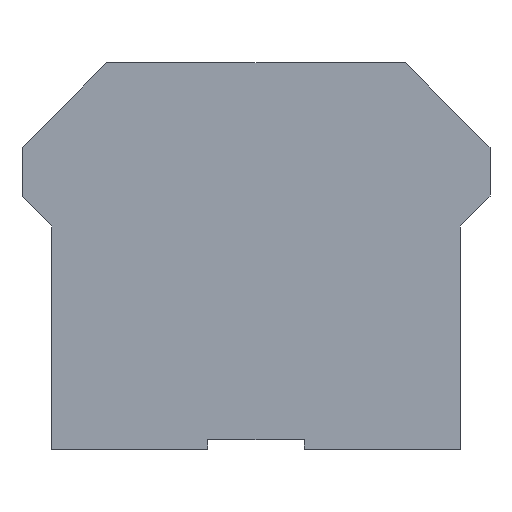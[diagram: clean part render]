
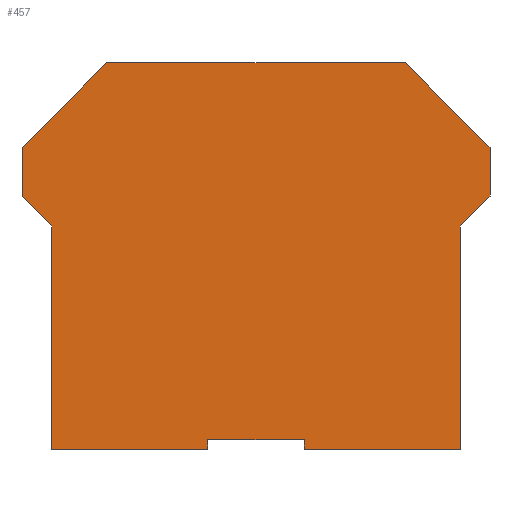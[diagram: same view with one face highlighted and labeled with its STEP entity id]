
A CAD part, front view. The second image highlights one B-rep face of the part: STEP entity #457.
In plain terms, the highlighted planar face has unit normal (0, -1, 0).
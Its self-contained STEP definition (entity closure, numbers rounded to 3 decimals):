
#2 = CARTESIAN_POINT ( 'NONE',  ( -4., -1.5, -31.4 ) ) ;
#21 = CARTESIAN_POINT ( 'NONE',  ( 12.451, -1.5, 0. ) ) ;
#24 = CARTESIAN_POINT ( 'NONE',  ( 17., -1.5, -13.6 ) ) ;
#33 = ORIENTED_EDGE ( 'NONE', *, *, #580, .T. ) ;
#38 = CARTESIAN_POINT ( 'NONE',  ( 19.5, -1.5, -11.1 ) ) ;
#41 = CARTESIAN_POINT ( 'NONE',  ( -19.5, -1.5, -10.893 ) ) ;
#43 = EDGE_CURVE ( 'NONE', #237, #202, #321, .T. ) ;
#48 = CARTESIAN_POINT ( 'NONE',  ( -19.5, -1.5, -7.059 ) ) ;
#57 = CARTESIAN_POINT ( 'NONE',  ( -19.354, -1.5, -11.246 ) ) ;
#62 = EDGE_CURVE ( 'NONE', #167, #298, #92, .T. ) ;
#63 = CARTESIAN_POINT ( 'NONE',  ( 17., -1.5, -32.2 ) ) ;
#66 = VECTOR ( 'NONE', #166, 1000. ) ;
#68 = LINE ( 'NONE', #172, #630 ) ;
#73 = EDGE_LOOP ( 'NONE', ( #313, #119, #150, #604, #596, #660, #296, #407, #302, #380, #79, #245, #330, #33, #594 ) ) ;
#77 = VECTOR ( 'NONE', #352, 1000. ) ;
#79 = ORIENTED_EDGE ( 'NONE', *, *, #609, .T. ) ;
#85 = EDGE_CURVE ( 'NONE', #237, #333, #68, .T. ) ;
#87 = VECTOR ( 'NONE', #114, 1000. ) ;
#89 = FACE_OUTER_BOUND ( 'NONE', #73, .T. ) ;
#92 = LINE ( 'NONE', #673, #300 ) ;
#100 = CARTESIAN_POINT ( 'NONE',  ( -4., -1.5, -32.2 ) ) ;
#114 = DIRECTION ( 'NONE',  ( 0., 0., -1. ) ) ;
#118 = LINE ( 'NONE', #229, #87 ) ;
#119 = ORIENTED_EDGE ( 'NONE', *, *, #85, .F. ) ;
#120 = VECTOR ( 'NONE', #214, 1000. ) ;
#123 = LINE ( 'NONE', #345, #563 ) ;
#128 = DIRECTION ( 'NONE',  ( -0.707, 0., -0.708 ) ) ;
#133 = EDGE_CURVE ( 'NONE', #202, #233, #217, .T. ) ;
#139 = VECTOR ( 'NONE', #593, 1000. ) ;
#141 = LINE ( 'NONE', #513, #606 ) ;
#150 = ORIENTED_EDGE ( 'NONE', *, *, #43, .T. ) ;
#158 = EDGE_CURVE ( 'NONE', #298, #173, #494, .T. ) ;
#162 = CARTESIAN_POINT ( 'NONE',  ( 12.451, -1.5, 0. ) ) ;
#166 = DIRECTION ( 'NONE',  ( 0., 0., 1. ) ) ;
#167 = VERTEX_POINT ( 'NONE', #438 ) ;
#172 = CARTESIAN_POINT ( 'NONE',  ( 4., -1.5, -32.2 ) ) ;
#173 = VERTEX_POINT ( 'NONE', #379 ) ;
#177 = EDGE_CURVE ( 'NONE', #459, #194, #118, .T. ) ;
#184 = CARTESIAN_POINT ( 'NONE',  ( -2., -1.5, -31.4 ) ) ;
#194 = VERTEX_POINT ( 'NONE', #647 ) ;
#202 = VERTEX_POINT ( 'NONE', #595 ) ;
#203 = CARTESIAN_POINT ( 'NONE',  ( 19.5, -1.5, -11.1 ) ) ;
#212 = EDGE_CURVE ( 'NONE', #173, #614, #123, .T. ) ;
#214 = DIRECTION ( 'NONE',  ( 1., 0., 0. ) ) ;
#216 = CARTESIAN_POINT ( 'NONE',  ( -17., -1.5, -32.2 ) ) ;
#217 = LINE ( 'NONE', #63, #66 ) ;
#229 = CARTESIAN_POINT ( 'NONE',  ( -17., -1.5, -13.6 ) ) ;
#233 = VERTEX_POINT ( 'NONE', #24 ) ;
#236 = DIRECTION ( 'NONE',  ( 0.707, 0., 0.707 ) ) ;
#237 = VERTEX_POINT ( 'NONE', #292 ) ;
#243 = VECTOR ( 'NONE', #272, 1000. ) ;
#244 = CARTESIAN_POINT ( 'NONE',  ( 4., -1.5, -31.4 ) ) ;
#245 = ORIENTED_EDGE ( 'NONE', *, *, #523, .T. ) ;
#254 = DIRECTION ( 'NONE',  ( 0., -1., 0. ) ) ;
#272 = DIRECTION ( 'NONE',  ( 0.707, 0., -0.707 ) ) ;
#292 = CARTESIAN_POINT ( 'NONE',  ( 4., -1.5, -32.2 ) ) ;
#296 = ORIENTED_EDGE ( 'NONE', *, *, #62, .T. ) ;
#298 = VERTEX_POINT ( 'NONE', #21 ) ;
#299 = VECTOR ( 'NONE', #636, 1000. ) ;
#300 = VECTOR ( 'NONE', #436, 1000. ) ;
#302 = ORIENTED_EDGE ( 'NONE', *, *, #212, .T. ) ;
#305 = EDGE_CURVE ( 'NONE', #233, #646, #400, .T. ) ;
#310 = CARTESIAN_POINT ( 'NONE',  ( -19., -1.5, -10.893 ) ) ;
#313 = ORIENTED_EDGE ( 'NONE', *, *, #355, .T. ) ;
#321 = LINE ( 'NONE', #568, #120 ) ;
#327 = EDGE_CURVE ( 'NONE', #393, #565, #458, .T. ) ;
#330 = ORIENTED_EDGE ( 'NONE', *, *, #177, .T. ) ;
#333 = VERTEX_POINT ( 'NONE', #244 ) ;
#341 = DIRECTION ( 'NONE',  ( 0., 0., 1. ) ) ;
#345 = CARTESIAN_POINT ( 'NONE',  ( -12.451, -1.5, 0. ) ) ;
#352 = DIRECTION ( 'NONE',  ( 0., 0., 1. ) ) ;
#355 = EDGE_CURVE ( 'NONE', #565, #333, #658, .T. ) ;
#357 = AXIS2_PLACEMENT_3D ( 'NONE', #310, #254, #471 ) ;
#379 = CARTESIAN_POINT ( 'NONE',  ( -12.451, -1.5, 0. ) ) ;
#380 = ORIENTED_EDGE ( 'NONE', *, *, #677, .T. ) ;
#388 = CIRCLE ( 'NONE', #357, 0.5 ) ;
#393 = VERTEX_POINT ( 'NONE', #100 ) ;
#400 = LINE ( 'NONE', #455, #617 ) ;
#407 = ORIENTED_EDGE ( 'NONE', *, *, #158, .T. ) ;
#415 = EDGE_CURVE ( 'NONE', #646, #167, #619, .T. ) ;
#419 = VECTOR ( 'NONE', #668, 1000. ) ;
#424 = CARTESIAN_POINT ( 'NONE',  ( -19.354, -1.5, -11.246 ) ) ;
#436 = DIRECTION ( 'NONE',  ( -0.707, 0., 0.708 ) ) ;
#438 = CARTESIAN_POINT ( 'NONE',  ( 19.5, -1.5, -7.059 ) ) ;
#455 = CARTESIAN_POINT ( 'NONE',  ( 17., -1.5, -13.6 ) ) ;
#457 = ADVANCED_FACE ( 'NONE', ( #89 ), #519, .T. ) ;
#458 = LINE ( 'NONE', #610, #77 ) ;
#459 = VERTEX_POINT ( 'NONE', #511 ) ;
#463 = DIRECTION ( 'NONE',  ( 0., 0., -1. ) ) ;
#469 = CARTESIAN_POINT ( 'NONE',  ( -19., -1.5, -10.893 ) ) ;
#471 = DIRECTION ( 'NONE',  ( 1., 0., 0. ) ) ;
#482 = LINE ( 'NONE', #216, #299 ) ;
#494 = LINE ( 'NONE', #162, #139 ) ;
#507 = VECTOR ( 'NONE', #605, 1000. ) ;
#511 = CARTESIAN_POINT ( 'NONE',  ( -17., -1.5, -13.6 ) ) ;
#512 = VERTEX_POINT ( 'NONE', #57 ) ;
#513 = CARTESIAN_POINT ( 'NONE',  ( -19.5, -1.5, -7.059 ) ) ;
#519 = PLANE ( 'NONE',  #529 ) ;
#523 = EDGE_CURVE ( 'NONE', #512, #459, #584, .T. ) ;
#529 = AXIS2_PLACEMENT_3D ( 'NONE', #469, #624, #675 ) ;
#563 = VECTOR ( 'NONE', #128, 1000. ) ;
#565 = VERTEX_POINT ( 'NONE', #2 ) ;
#568 = CARTESIAN_POINT ( 'NONE',  ( 2., -1.5, -32.2 ) ) ;
#580 = EDGE_CURVE ( 'NONE', #194, #393, #482, .T. ) ;
#584 = LINE ( 'NONE', #424, #243 ) ;
#593 = DIRECTION ( 'NONE',  ( -1., 0., 0. ) ) ;
#594 = ORIENTED_EDGE ( 'NONE', *, *, #327, .T. ) ;
#595 = CARTESIAN_POINT ( 'NONE',  ( 17., -1.5, -32.2 ) ) ;
#596 = ORIENTED_EDGE ( 'NONE', *, *, #305, .T. ) ;
#599 = VERTEX_POINT ( 'NONE', #41 ) ;
#604 = ORIENTED_EDGE ( 'NONE', *, *, #133, .T. ) ;
#605 = DIRECTION ( 'NONE',  ( 1., 0., 0. ) ) ;
#606 = VECTOR ( 'NONE', #463, 1000. ) ;
#609 = EDGE_CURVE ( 'NONE', #599, #512, #388, .T. ) ;
#610 = CARTESIAN_POINT ( 'NONE',  ( -4., -1.5, -32.2 ) ) ;
#614 = VERTEX_POINT ( 'NONE', #48 ) ;
#617 = VECTOR ( 'NONE', #236, 1000. ) ;
#619 = LINE ( 'NONE', #38, #419 ) ;
#624 = DIRECTION ( 'NONE',  ( 0., -1., 0. ) ) ;
#630 = VECTOR ( 'NONE', #341, 1000. ) ;
#636 = DIRECTION ( 'NONE',  ( 1., 0., 0. ) ) ;
#646 = VERTEX_POINT ( 'NONE', #203 ) ;
#647 = CARTESIAN_POINT ( 'NONE',  ( -17., -1.5, -32.2 ) ) ;
#658 = LINE ( 'NONE', #184, #507 ) ;
#660 = ORIENTED_EDGE ( 'NONE', *, *, #415, .T. ) ;
#668 = DIRECTION ( 'NONE',  ( 0., 0., 1. ) ) ;
#673 = CARTESIAN_POINT ( 'NONE',  ( 19.5, -1.5, -7.059 ) ) ;
#675 = DIRECTION ( 'NONE',  ( 0., 0., -1. ) ) ;
#677 = EDGE_CURVE ( 'NONE', #614, #599, #141, .T. ) ;
